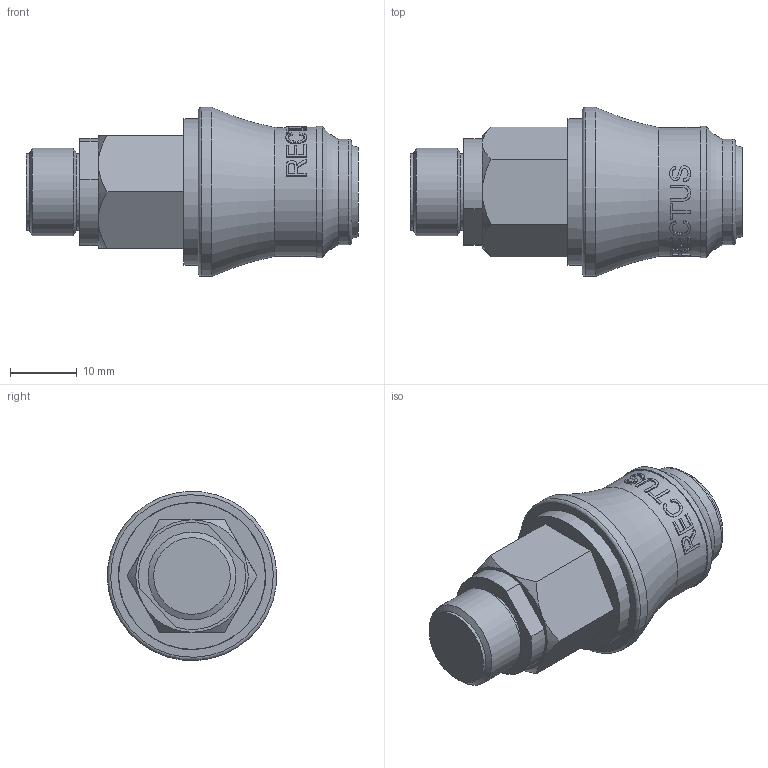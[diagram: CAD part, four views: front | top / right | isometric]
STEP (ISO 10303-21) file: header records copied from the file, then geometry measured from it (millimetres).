
FILE_DESCRIPTION((''),'2;1');
FILE_NAME('21kbaw13dvx.stp','2014-06-04T08:23:35',('IA176480'),(''),'Autodesk Inventor 2013','Autodesk Inventor 2013','');
FILE_SCHEMA(('AUTOMOTIVE_DESIGN { 1 0 10303 214 1 1 1 1 }'));
Length unit declared in the file: millimetre
Products named in the file (1): D110625
Bounding box: 49.6 x 25.27 x 25.27 mm (x, y, z)
Volume: 11038.7 mm3; surface area: 6986.2 mm2
Topology: 1 solids, 4 shells, 229 faces, 573 edges, 374 vertices
Faces by surface type: plane 132, cylinder 40, bspline 34, cone 19, torus 4
Full cylindrical faces by diameter (mm): 11.445 x2, 11.876 x3, 12.2 x1, 13.15 x2, 13.157 x1, 13.35 x1, 13.5 x1, 14.15 x1, 15.8 x1, 16.3 x1, 19.3 x1, 19.65 x1, 21.9 x1, 22 x1, 25.3 x1
Entity records: 18012 total; most frequent: CARTESIAN_POINT 12769, ORIENTED_EDGE 1064, DIRECTION 913, EDGE_CURVE 532, VERTEX_POINT 366, AXIS2_PLACEMENT_3D 330, EDGE_LOOP 290, VECTOR 253
